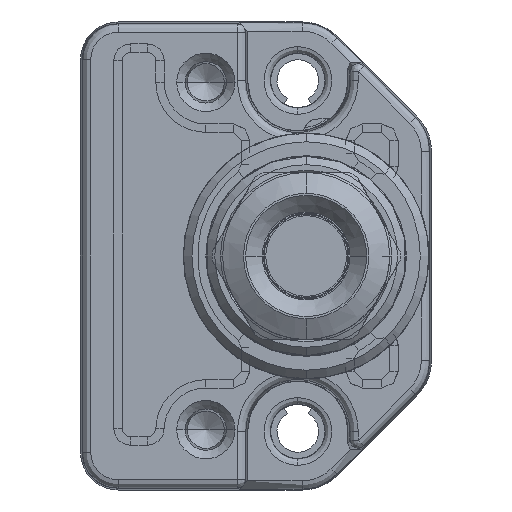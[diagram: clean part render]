
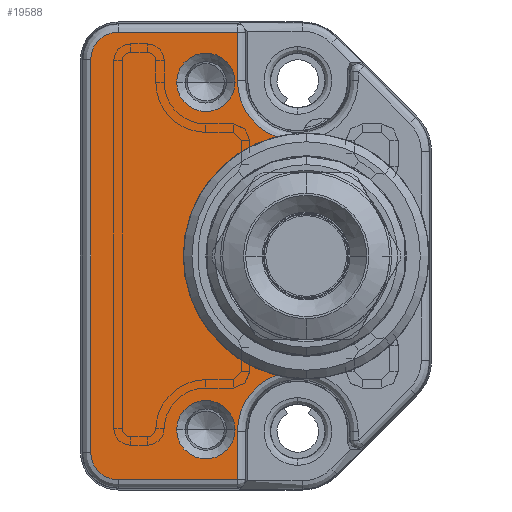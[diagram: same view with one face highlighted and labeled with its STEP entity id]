
A CAD part, left-side view. The second image highlights one B-rep face of the part: STEP entity #19588.
In plain terms, the highlighted planar face has unit normal (-1, 0, 0).
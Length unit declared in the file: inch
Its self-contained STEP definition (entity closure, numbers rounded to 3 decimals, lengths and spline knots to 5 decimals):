
#6308=DIRECTION('',(0.,0.,1.));
#6309=VECTOR('',#6308,0.11381);
#6310=CARTESIAN_POINT('',(-0.51181,0.45723,
-0.5272));
#6311=LINE('',#6310,#6309);
#6312=DIRECTION('',(0.,-1.,0.));
#6313=VECTOR('',#6312,0.28096);
#6314=CARTESIAN_POINT('',(-0.51181,0.73819,
-0.5272));
#6315=LINE('',#6314,#6313);
#6316=CARTESIAN_POINT('',(-0.51181,0.73819,
-0.4626));
#6317=DIRECTION('',(-1.,0.,0.));
#6318=DIRECTION('',(0.,1.,0.));
#6319=AXIS2_PLACEMENT_3D('',#6316,#6317,#6318);
#6321=DIRECTION('',(0.,0.,-1.));
#6322=VECTOR('',#6321,0.9252);
#6323=CARTESIAN_POINT('',(-0.51181,0.80279,
0.4626));
#6324=LINE('',#6323,#6322);
#6325=CARTESIAN_POINT('',(-0.51181,0.73819,
0.4626));
#6326=DIRECTION('',(-1.,0.,0.));
#6327=DIRECTION('',(0.,0.,1.));
#6328=AXIS2_PLACEMENT_3D('',#6325,#6326,#6327);
#6330=DIRECTION('',(0.,1.,0.));
#6331=VECTOR('',#6330,0.28096);
#6332=CARTESIAN_POINT('',(-0.51181,0.45723,
0.5272));
#6333=LINE('',#6332,#6331);
#6334=DIRECTION('',(0.,0.,1.));
#6335=VECTOR('',#6334,0.11381);
#6336=CARTESIAN_POINT('',(-0.51181,0.45723,
0.41339));
#6337=LINE('',#6336,#6335);
#6338=CARTESIAN_POINT('',(-0.51181,0.31496,
0.41339));
#6339=DIRECTION('',(1.,0.,0.));
#6340=DIRECTION('',(0.,0.359,-0.933));
#6341=AXIS2_PLACEMENT_3D('',#6338,#6339,#6340);
#6343=CARTESIAN_POINT('',(-0.51181,0.29528,0.));
#6344=DIRECTION('',(-1.,0.,0.));
#6345=DIRECTION('',(0.,0.244,0.97));
#6346=AXIS2_PLACEMENT_3D('',#6343,#6344,#6345);
#6348=CARTESIAN_POINT('',(-0.51181,0.31496,
-0.41339));
#6349=DIRECTION('',(1.,0.,0.));
#6350=DIRECTION('',(0.,1.,0.));
#6351=AXIS2_PLACEMENT_3D('',#6348,#6349,#6350);
#6353=CARTESIAN_POINT('',(-0.51181,0.5315,
-0.40915));
#6354=DIRECTION('',(1.,0.,0.));
#6355=DIRECTION('',(0.,-1.,0.));
#6356=AXIS2_PLACEMENT_3D('',#6353,#6354,#6355);
#6358=CARTESIAN_POINT('',(-0.51181,0.5315,
-0.40915));
#6359=DIRECTION('',(1.,0.,0.));
#6360=DIRECTION('',(0.,1.,0.));
#6361=AXIS2_PLACEMENT_3D('',#6358,#6359,#6360);
#6363=CARTESIAN_POINT('',(-0.51181,0.5315,
0.40915));
#6364=DIRECTION('',(1.,0.,0.));
#6365=DIRECTION('',(0.,-1.,0.));
#6366=AXIS2_PLACEMENT_3D('',#6363,#6364,#6365);
#6368=CARTESIAN_POINT('',(-0.51181,0.5315,
0.40915));
#6369=DIRECTION('',(1.,0.,0.));
#6370=DIRECTION('',(0.,1.,0.));
#6371=AXIS2_PLACEMENT_3D('',#6368,#6369,#6370);
#10928=CARTESIAN_POINT('',(-0.51181,0.80279,
-0.4626));
#10929=CARTESIAN_POINT('',(-0.51181,0.73819,
-0.5272));
#10930=VERTEX_POINT('',#10928);
#10931=VERTEX_POINT('',#10929);
#10936=CARTESIAN_POINT('',(-0.51181,0.80279,
0.4626));
#10937=VERTEX_POINT('',#10936);
#10940=CARTESIAN_POINT('',(-0.51181,0.73819,
0.5272));
#10941=VERTEX_POINT('',#10940);
#10968=CARTESIAN_POINT('',(-0.51181,0.45723,
-0.5272));
#10969=CARTESIAN_POINT('',(-0.51181,0.45723,
-0.41339));
#10970=VERTEX_POINT('',#10968);
#10971=VERTEX_POINT('',#10969);
#10993=CARTESIAN_POINT('',(-0.51181,0.366,
-0.28059));
#10994=VERTEX_POINT('',#10993);
#11009=CARTESIAN_POINT('',(-0.51181,0.45723,
0.41339));
#11010=CARTESIAN_POINT('',(-0.51181,0.45723,
0.5272));
#11011=VERTEX_POINT('',#11009);
#11012=VERTEX_POINT('',#11010);
#11033=CARTESIAN_POINT('',(-0.51181,0.366,
0.28059));
#11034=VERTEX_POINT('',#11033);
#11077=CARTESIAN_POINT('',(-0.51181,0.4626,
-0.40915));
#11078=CARTESIAN_POINT('',(-0.51181,0.60039,
-0.40915));
#11079=VERTEX_POINT('',#11077);
#11080=VERTEX_POINT('',#11078);
#11085=CARTESIAN_POINT('',(-0.51181,0.4626,
0.40915));
#11086=CARTESIAN_POINT('',(-0.51181,0.60039,
0.40915));
#11087=VERTEX_POINT('',#11085);
#11088=VERTEX_POINT('',#11086);
#19552=CARTESIAN_POINT('',(-0.51181,0.,0.));
#19553=DIRECTION('',(-1.,0.,0.));
#19554=DIRECTION('',(0.,0.,1.));
#19555=AXIS2_PLACEMENT_3D('',#19552,#19553,#19554);
#19556=PLANE('',#19555);
#19558=ORIENTED_EDGE('',*,*,#19557,.F.);
#19560=ORIENTED_EDGE('',*,*,#19559,.F.);
#19562=ORIENTED_EDGE('',*,*,#19561,.F.);
#19564=ORIENTED_EDGE('',*,*,#19563,.F.);
#19566=ORIENTED_EDGE('',*,*,#19565,.F.);
#19568=ORIENTED_EDGE('',*,*,#19567,.F.);
#19569=ORIENTED_EDGE('',*,*,#19543,.F.);
#19570=ORIENTED_EDGE('',*,*,#19501,.F.);
#19571=ORIENTED_EDGE('',*,*,#19458,.T.);
#19573=ORIENTED_EDGE('',*,*,#19572,.F.);
#19574=EDGE_LOOP('',(#19558,#19560,#19562,#19564,#19566,#19568,#19569,#19570,
#19571,#19573));
#19575=FACE_OUTER_BOUND('',#19574,.F.);
#19577=ORIENTED_EDGE('',*,*,#19576,.F.);
#19579=ORIENTED_EDGE('',*,*,#19578,.F.);
#19580=EDGE_LOOP('',(#19577,#19579));
#19581=FACE_BOUND('',#19580,.F.);
#19583=ORIENTED_EDGE('',*,*,#19582,.F.);
#19585=ORIENTED_EDGE('',*,*,#19584,.F.);
#19586=EDGE_LOOP('',(#19583,#19585));
#19587=FACE_BOUND('',#19586,.F.);
#19588=ADVANCED_FACE('',(#19575,#19581,#19587),#19556,.T.);
#6320=CIRCLE('',#6319,0.0646);
#6329=CIRCLE('',#6328,0.0646);
#6342=CIRCLE('',#6341,0.14227);
#6347=CIRCLE('',#6346,0.28937);
#6352=CIRCLE('',#6351,0.14227);
#6357=CIRCLE('',#6356,0.0689);
#6362=CIRCLE('',#6361,0.0689);
#6367=CIRCLE('',#6366,0.0689);
#6372=CIRCLE('',#6371,0.0689);
#19458=EDGE_CURVE('',#11034,#10994,#6347,.T.);
#19501=EDGE_CURVE('',#11034,#11011,#6342,.T.);
#19543=EDGE_CURVE('',#11011,#11012,#6337,.T.);
#19557=EDGE_CURVE('',#10970,#10971,#6311,.T.);
#19559=EDGE_CURVE('',#10931,#10970,#6315,.T.);
#19561=EDGE_CURVE('',#10930,#10931,#6320,.T.);
#19563=EDGE_CURVE('',#10937,#10930,#6324,.T.);
#19565=EDGE_CURVE('',#10941,#10937,#6329,.T.);
#19567=EDGE_CURVE('',#11012,#10941,#6333,.T.);
#19572=EDGE_CURVE('',#10971,#10994,#6352,.T.);
#19576=EDGE_CURVE('',#11079,#11080,#6357,.T.);
#19578=EDGE_CURVE('',#11080,#11079,#6362,.T.);
#19582=EDGE_CURVE('',#11087,#11088,#6367,.T.);
#19584=EDGE_CURVE('',#11088,#11087,#6372,.T.);
